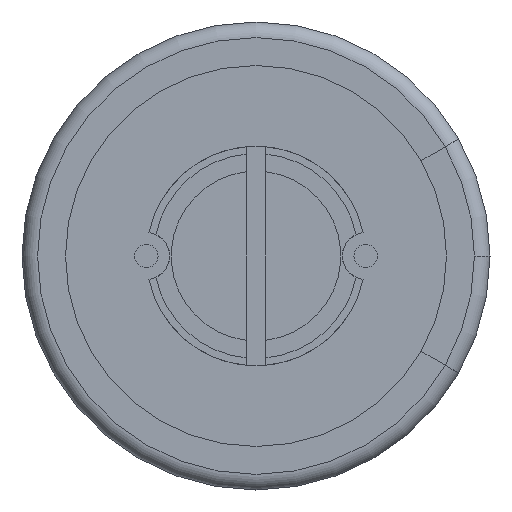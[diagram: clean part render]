
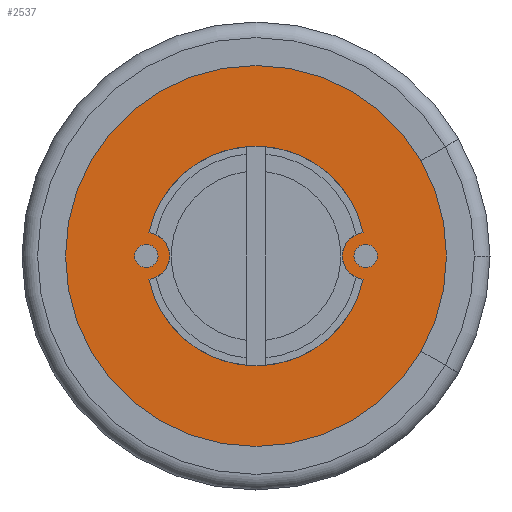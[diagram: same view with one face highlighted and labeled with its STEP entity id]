
A CAD part, front view. The second image highlights one B-rep face of the part: STEP entity #2537.
In plain terms, the highlighted planar face has unit normal (0, -1, 0).
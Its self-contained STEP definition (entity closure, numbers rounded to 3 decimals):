
#76 = CARTESIAN_POINT ( 'NONE',  ( -3.665, 0.95, 0.795 ) ) ;
#103 = CARTESIAN_POINT ( 'NONE',  ( -3.665, 0.95, -0.795 ) ) ;
#126 = EDGE_CURVE ( 'NONE', #2406, #1635, #1798, .T. ) ;
#133 = CARTESIAN_POINT ( 'NONE',  ( 0., 0.95, 0. ) ) ;
#149 = CARTESIAN_POINT ( 'NONE',  ( 0., 0.95, 0. ) ) ;
#187 = CARTESIAN_POINT ( 'NONE',  ( 0., 0.95, 0. ) ) ;
#226 = DIRECTION ( 'NONE',  ( 1., 0., 0. ) ) ;
#247 = CARTESIAN_POINT ( 'NONE',  ( -3.75, 0.95, 0. ) ) ;
#421 = DIRECTION ( 'NONE',  ( 0., -1., 0. ) ) ;
#422 = CARTESIAN_POINT ( 'NONE',  ( 0., 0.95, 0. ) ) ;
#493 = CARTESIAN_POINT ( 'NONE',  ( 5.639, 0.95, -3.256 ) ) ;
#617 = EDGE_CURVE ( 'NONE', #1635, #1841, #1938, .T. ) ;
#622 = VERTEX_POINT ( 'NONE', #1212 ) ;
#626 = DIRECTION ( 'NONE',  ( -1., 0., 0. ) ) ;
#662 = AXIS2_PLACEMENT_3D ( 'NONE', #422, #1104, #1983 ) ;
#668 = DIRECTION ( 'NONE',  ( 0., 1., 0. ) ) ;
#687 = VERTEX_POINT ( 'NONE', #1935 ) ;
#736 = AXIS2_PLACEMENT_3D ( 'NONE', #149, #1513, #1688 ) ;
#741 = CIRCLE ( 'NONE', #1395, 0.8 ) ;
#771 = DIRECTION ( 'NONE',  ( 0., -1., 0. ) ) ;
#791 = EDGE_CURVE ( 'NONE', #985, #687, #925, .T. ) ;
#792 = DIRECTION ( 'NONE',  ( -1., 0., 0. ) ) ;
#800 = AXIS2_PLACEMENT_3D ( 'NONE', #187, #2478, #226 ) ;
#838 = EDGE_LOOP ( 'NONE', ( #2472, #2486, #2195 ) ) ;
#855 = DIRECTION ( 'NONE',  ( -1., 0., 0. ) ) ;
#886 = CIRCLE ( 'NONE', #2440, 0.8 ) ;
#925 = CIRCLE ( 'NONE', #662, 3.75 ) ;
#985 = VERTEX_POINT ( 'NONE', #103 ) ;
#994 = CARTESIAN_POINT ( 'NONE',  ( 0., 0.95, 3.75 ) ) ;
#1060 = CARTESIAN_POINT ( 'NONE',  ( 0., 0.95, 0. ) ) ;
#1084 = DIRECTION ( 'NONE',  ( 0., -1., 0. ) ) ;
#1103 = AXIS2_PLACEMENT_3D ( 'NONE', #2367, #1489, #626 ) ;
#1104 = DIRECTION ( 'NONE',  ( 0., -1., 0. ) ) ;
#1178 = CARTESIAN_POINT ( 'NONE',  ( 6.512, 0.95, 0. ) ) ;
#1212 = CARTESIAN_POINT ( 'NONE',  ( 5.639, 0.95, 3.256 ) ) ;
#1337 = CIRCLE ( 'NONE', #800, 6.512 ) ;
#1362 = DIRECTION ( 'NONE',  ( -1., 0., 0. ) ) ;
#1395 = AXIS2_PLACEMENT_3D ( 'NONE', #247, #668, #1362 ) ;
#1420 = ORIENTED_EDGE ( 'NONE', *, *, #1791, .F. ) ;
#1489 = DIRECTION ( 'NONE',  ( 0., 1., 0. ) ) ;
#1498 = DIRECTION ( 'NONE',  ( 1., 0., 0. ) ) ;
#1507 = DIRECTION ( 'NONE',  ( 1., 0., 0. ) ) ;
#1513 = DIRECTION ( 'NONE',  ( 0., -1., 0. ) ) ;
#1635 = VERTEX_POINT ( 'NONE', #994 ) ;
#1660 = EDGE_CURVE ( 'NONE', #2406, #687, #886, .T. ) ;
#1664 = EDGE_CURVE ( 'NONE', #2341, #2257, #2487, .T. ) ;
#1683 = AXIS2_PLACEMENT_3D ( 'NONE', #133, #771, #792 ) ;
#1688 = DIRECTION ( 'NONE',  ( -1., 0., 0. ) ) ;
#1709 = FACE_OUTER_BOUND ( 'NONE', #838, .T. ) ;
#1729 = EDGE_CURVE ( 'NONE', #2257, #622, #1929, .T. ) ;
#1733 = EDGE_CURVE ( 'NONE', #622, #2341, #1337, .T. ) ;
#1791 = EDGE_CURVE ( 'NONE', #1841, #985, #741, .T. ) ;
#1798 = CIRCLE ( 'NONE', #736, 3.75 ) ;
#1815 = ORIENTED_EDGE ( 'NONE', *, *, #617, .F. ) ;
#1841 = VERTEX_POINT ( 'NONE', #76 ) ;
#1898 = FACE_BOUND ( 'NONE', #2018, .T. ) ;
#1910 = CARTESIAN_POINT ( 'NONE',  ( 3.665, 0.95, 0.795 ) ) ;
#1920 = PLANE ( 'NONE',  #1103 ) ;
#1929 = CIRCLE ( 'NONE', #2187, 6.512 ) ;
#1935 = CARTESIAN_POINT ( 'NONE',  ( 3.665, 0.95, -0.795 ) ) ;
#1938 = CIRCLE ( 'NONE', #1683, 3.75 ) ;
#1944 = DIRECTION ( 'NONE',  ( 0., -1., 0. ) ) ;
#1983 = DIRECTION ( 'NONE',  ( -1., 0., 0. ) ) ;
#2018 = EDGE_LOOP ( 'NONE', ( #1420, #1815, #2511, #2545, #2866 ) ) ;
#2160 = CARTESIAN_POINT ( 'NONE',  ( 0., 0.95, 0. ) ) ;
#2187 = AXIS2_PLACEMENT_3D ( 'NONE', #2160, #421, #1498 ) ;
#2195 = ORIENTED_EDGE ( 'NONE', *, *, #1729, .T. ) ;
#2257 = VERTEX_POINT ( 'NONE', #1178 ) ;
#2341 = VERTEX_POINT ( 'NONE', #493 ) ;
#2367 = CARTESIAN_POINT ( 'NONE',  ( 0., 0.95, 0. ) ) ;
#2406 = VERTEX_POINT ( 'NONE', #1910 ) ;
#2440 = AXIS2_PLACEMENT_3D ( 'NONE', #2886, #1084, #855 ) ;
#2472 = ORIENTED_EDGE ( 'NONE', *, *, #1733, .T. ) ;
#2478 = DIRECTION ( 'NONE',  ( 0., -1., 0. ) ) ;
#2486 = ORIENTED_EDGE ( 'NONE', *, *, #1664, .T. ) ;
#2487 = CIRCLE ( 'NONE', #2593, 6.512 ) ;
#2511 = ORIENTED_EDGE ( 'NONE', *, *, #126, .F. ) ;
#2537 = ADVANCED_FACE ( 'NONE', ( #1898, #1709 ), #1920, .F. ) ;
#2545 = ORIENTED_EDGE ( 'NONE', *, *, #1660, .T. ) ;
#2593 = AXIS2_PLACEMENT_3D ( 'NONE', #1060, #1944, #1507 ) ;
#2866 = ORIENTED_EDGE ( 'NONE', *, *, #791, .F. ) ;
#2886 = CARTESIAN_POINT ( 'NONE',  ( 3.75, 0.95, 0. ) ) ;
